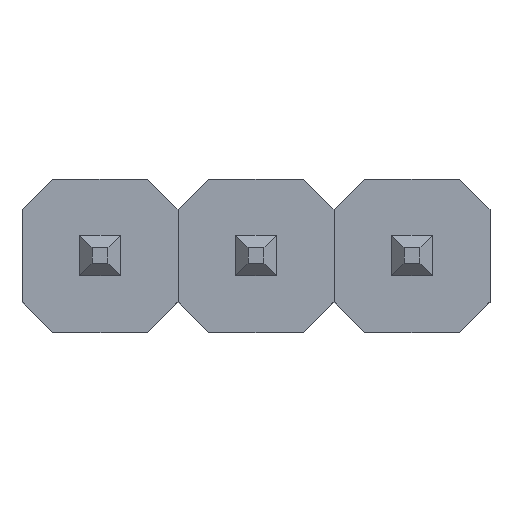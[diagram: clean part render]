
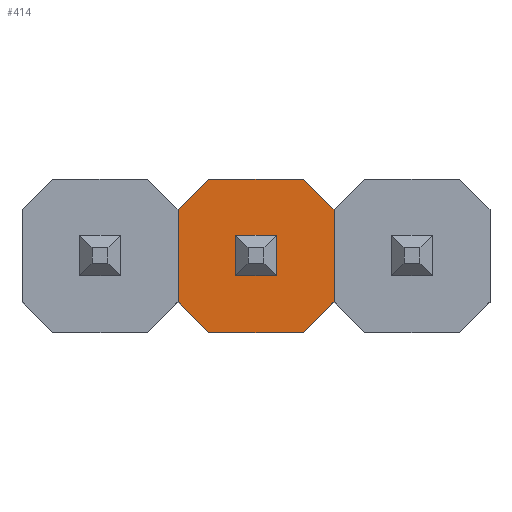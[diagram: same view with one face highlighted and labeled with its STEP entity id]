
A CAD part, top view. The second image highlights one B-rep face of the part: STEP entity #414.
In plain terms, the highlighted planar face has unit normal (0, 0, 1).
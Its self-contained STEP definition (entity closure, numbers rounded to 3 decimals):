
#50=FACE_OUTER_BOUND('',#74,.T.);
#74=EDGE_LOOP('',(#292,#293,#294,#295,#296,#297,#298,#299));
#96=LINE('',#621,#148);
#100=LINE('',#629,#152);
#103=LINE('',#635,#155);
#104=LINE('',#637,#156);
#105=LINE('',#639,#157);
#106=LINE('',#641,#158);
#107=LINE('',#643,#159);
#108=LINE('',#644,#160);
#148=VECTOR('',#503,10.);
#152=VECTOR('',#509,10.);
#155=VECTOR('',#514,10.);
#156=VECTOR('',#515,10.);
#157=VECTOR('',#516,10.);
#158=VECTOR('',#517,10.);
#159=VECTOR('',#518,10.);
#160=VECTOR('',#519,10.);
#200=VERTEX_POINT('',#619);
#201=VERTEX_POINT('',#620);
#204=VERTEX_POINT('',#628);
#206=VERTEX_POINT('',#634);
#207=VERTEX_POINT('',#636);
#208=VERTEX_POINT('',#638);
#209=VERTEX_POINT('',#640);
#210=VERTEX_POINT('',#642);
#232=EDGE_CURVE('',#200,#201,#96,.T.);
#236=EDGE_CURVE('',#204,#201,#100,.T.);
#239=EDGE_CURVE('',#200,#206,#103,.T.);
#240=EDGE_CURVE('',#207,#206,#104,.T.);
#241=EDGE_CURVE('',#207,#208,#105,.T.);
#242=EDGE_CURVE('',#209,#208,#106,.T.);
#243=EDGE_CURVE('',#209,#210,#107,.T.);
#244=EDGE_CURVE('',#204,#210,#108,.T.);
#292=ORIENTED_EDGE('',*,*,#232,.F.);
#293=ORIENTED_EDGE('',*,*,#239,.T.);
#294=ORIENTED_EDGE('',*,*,#240,.F.);
#295=ORIENTED_EDGE('',*,*,#241,.T.);
#296=ORIENTED_EDGE('',*,*,#242,.F.);
#297=ORIENTED_EDGE('',*,*,#243,.T.);
#298=ORIENTED_EDGE('',*,*,#244,.F.);
#299=ORIENTED_EDGE('',*,*,#236,.T.);
#390=PLANE('',#466);
#414=ADVANCED_FACE('',(#50),#390,.T.);
#466=AXIS2_PLACEMENT_3D('',#633,#512,#513);
#503=DIRECTION('',(0.707,0.707,0.));
#509=DIRECTION('',(-1.,0.,0.));
#512=DIRECTION('center_axis',(0.,0.,1.));
#513=DIRECTION('ref_axis',(1.,0.,0.));
#514=DIRECTION('',(0.,-1.,0.));
#515=DIRECTION('',(-0.707,0.707,0.));
#516=DIRECTION('',(1.,0.,0.));
#517=DIRECTION('',(-0.707,-0.707,0.));
#518=DIRECTION('',(0.,1.,0.));
#519=DIRECTION('',(0.707,-0.707,0.));
#619=CARTESIAN_POINT('',(-1.27,0.75,2.5));
#620=CARTESIAN_POINT('',(-0.77,1.25,2.5));
#621=CARTESIAN_POINT('',(-1.015,1.005,2.5));
#628=CARTESIAN_POINT('',(0.77,1.25,2.5));
#629=CARTESIAN_POINT('',(1.27,1.25,2.5));
#633=CARTESIAN_POINT('Origin',(0.,0.,
2.5));
#634=CARTESIAN_POINT('',(-1.27,-0.75,2.5));
#635=CARTESIAN_POINT('',(-1.27,1.25,2.5));
#636=CARTESIAN_POINT('',(-0.77,-1.25,2.5));
#637=CARTESIAN_POINT('',(-1.015,-1.005,2.5));
#638=CARTESIAN_POINT('',(0.77,-1.25,2.5));
#639=CARTESIAN_POINT('',(-1.27,-1.25,2.5));
#640=CARTESIAN_POINT('',(1.27,-0.75,2.5));
#641=CARTESIAN_POINT('',(1.015,-1.005,2.5));
#642=CARTESIAN_POINT('',(1.27,0.75,2.5));
#643=CARTESIAN_POINT('',(1.27,-1.25,2.5));
#644=CARTESIAN_POINT('',(1.015,1.005,2.5));
